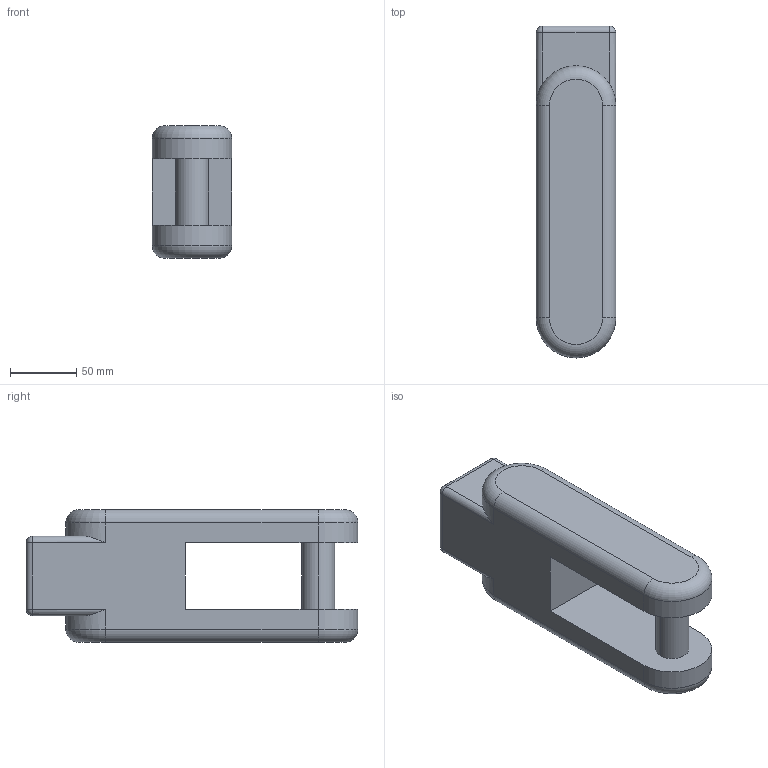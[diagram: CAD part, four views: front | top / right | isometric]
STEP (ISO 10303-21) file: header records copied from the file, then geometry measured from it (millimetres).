
FILE_DESCRIPTION (( 'STEP AP203' ), '1' );
FILE_NAME ('link4_Default_sldprt.STEP', '2020-09-21T15:24:03', ( '' ), ( '' ), 'SwSTEP 2.0', 'SolidWorks 2018', '' );
FILE_SCHEMA (( 'CONFIG_CONTROL_DESIGN' ));
Length unit declared in the file: millimetre
Products named in the file (1): link4_Default_sldprt
Bounding box: 60 x 250 x 100 mm (x, y, z)
Volume: 980658.7 mm3; surface area: 89634.6 mm2
Topology: 1 solids, 1 shells, 39 faces, 92 edges, 52 vertices
Faces by surface type: cylinder 20, plane 11, sphere 4, torus 4
Entity records: 1223 total; most frequent: CARTESIAN_POINT 248, DIRECTION 204, ORIENTED_EDGE 176, EDGE_CURVE 88, AXIS2_PLACEMENT_3D 80, VERTEX_POINT 52, VECTOR 44, LINE 44
